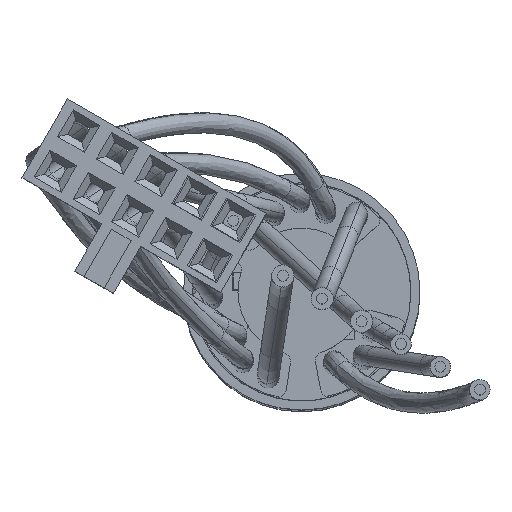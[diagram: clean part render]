
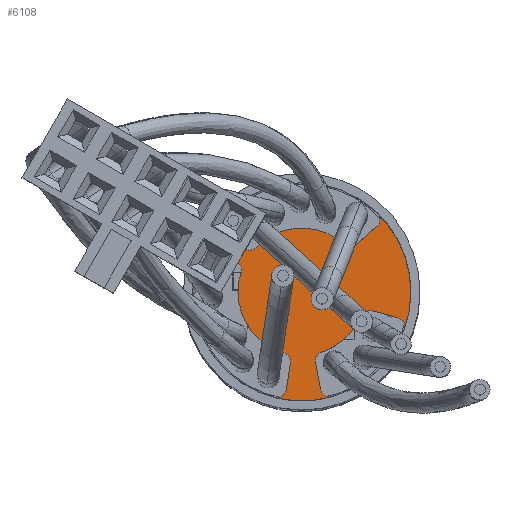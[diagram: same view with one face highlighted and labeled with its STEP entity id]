
A CAD part, top view. The second image highlights one B-rep face of the part: STEP entity #6108.
In plain terms, the highlighted planar face has unit normal (0, 0, 1).
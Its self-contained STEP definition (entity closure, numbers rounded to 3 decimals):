
#5484=CARTESIAN_POINT('',(0.,0.,45.25));
#5485=DIRECTION('',(0.,0.,1.));
#5486=DIRECTION('',(-0.246,-0.969,0.));
#5487=AXIS2_PLACEMENT_3D('',#5484,#5485,#5486);
#5527=CARTESIAN_POINT('',(1.536,-5.281,45.25));
#5528=DIRECTION('',(0.,0.,-1.));
#5529=DIRECTION('',(0.279,-0.96,0.));
#5530=AXIS2_PLACEMENT_3D('',#5527,#5528,#5529);
#5537=DIRECTION('',(0.156,0.988,0.));
#5538=VECTOR('',#5537,1.509);
#5539=CARTESIAN_POINT('',(-0.857,-5.41,45.25));
#5540=LINE('',#5539,#5538);
#5541=CARTESIAN_POINT('',(-5.175,1.862,45.25));
#5542=DIRECTION('',(0.,0.,1.));
#5543=DIRECTION('',(0.423,0.906,0.));
#5544=AXIS2_PLACEMENT_3D('',#5541,#5542,#5543);
#5546=CARTESIAN_POINT('',(0.,0.,45.25));
#5547=DIRECTION('',(0.,0.,1.));
#5548=DIRECTION('',(-0.741,0.672,0.));
#5549=AXIS2_PLACEMENT_3D('',#5546,#5547,#5548);
#5551=CARTESIAN_POINT('',(-4.073,3.696,45.25));
#5552=DIRECTION('',(0.,0.,1.));
#5553=DIRECTION('',(-0.741,0.672,0.));
#5554=AXIS2_PLACEMENT_3D('',#5551,#5552,#5553);
#5556=DIRECTION('',(0.799,-0.602,0.));
#5557=VECTOR('',#5556,1.509);
#5558=CARTESIAN_POINT('',(-4.374,3.296,45.25));
#5559=LINE('',#5558,#5557);
#5560=CARTESIAN_POINT('',(-2.869,2.788,45.25));
#5561=DIRECTION('',(0.,0.,1.));
#5562=DIRECTION('',(-0.602,-0.799,0.));
#5563=AXIS2_PLACEMENT_3D('',#5560,#5561,#5562);
#5565=CARTESIAN_POINT('',(3.806,3.971,45.25));
#5566=DIRECTION('',(0.,0.,1.));
#5567=DIRECTION('',(0.656,-0.755,0.));
#5568=AXIS2_PLACEMENT_3D('',#5565,#5566,#5567);
#5570=CARTESIAN_POINT('',(0.,0.,45.25));
#5571=DIRECTION('',(0.,0.,1.));
#5572=DIRECTION('',(0.938,-0.346,0.));
#5573=AXIS2_PLACEMENT_3D('',#5570,#5571,#5572);
#5575=CARTESIAN_POINT('',(3.704,-1.51,45.25));
#5576=DIRECTION('',(0.,0.,1.));
#5577=DIRECTION('',(0.259,0.966,0.));
#5578=AXIS2_PLACEMENT_3D('',#5575,#5576,#5577);
#5580=CARTESIAN_POINT('',(1.248,-3.8,45.25));
#5581=DIRECTION('',(0.,0.,1.));
#5582=DIRECTION('',(-0.312,0.95,0.));
#5583=AXIS2_PLACEMENT_3D('',#5580,#5581,#5582);
#5585=CARTESIAN_POINT('',(-1.351,-5.332,45.25));
#5586=DIRECTION('',(0.,0.,1.));
#5587=DIRECTION('',(-0.246,-0.969,0.));
#5588=AXIS2_PLACEMENT_3D('',#5585,#5586,#5587);
#5590=CARTESIAN_POINT('',(-1.115,-3.842,45.25));
#5591=DIRECTION('',(0.,0.,-1.));
#5592=DIRECTION('',(0.279,0.96,0.));
#5593=AXIS2_PLACEMENT_3D('',#5590,#5591,#5592);
#5698=DIRECTION('',(0.755,0.656,0.));
#5699=VECTOR('',#5698,1.509);
#5700=CARTESIAN_POINT('',(2.995,2.604,45.25));
#5701=LINE('',#5700,#5699);
#5710=CARTESIAN_POINT('',(2.667,2.981,45.25));
#5711=DIRECTION('',(0.,0.,-1.));
#5712=DIRECTION('',(0.656,-0.755,0.));
#5713=AXIS2_PLACEMENT_3D('',#5710,#5711,#5712);
#5720=CARTESIAN_POINT('',(0.,0.,45.25));
#5721=DIRECTION('',(0.,0.,1.));
#5722=DIRECTION('',(0.667,0.745,0.));
#5723=AXIS2_PLACEMENT_3D('',#5720,#5721,#5722);
#5733=DIRECTION('',(-0.906,0.423,0.));
#5734=VECTOR('',#5733,1.509);
#5735=CARTESIAN_POINT('',(-3.597,1.677,45.25));
#5736=LINE('',#5735,#5734);
#5745=CARTESIAN_POINT('',(-3.808,1.224,45.25));
#5746=DIRECTION('',(0.,0.,-1.));
#5747=DIRECTION('',(0.423,0.906,0.));
#5748=AXIS2_PLACEMENT_3D('',#5745,#5746,#5747);
#5755=CARTESIAN_POINT('',(0.,0.,45.25));
#5756=DIRECTION('',(0.,0.,1.));
#5757=DIRECTION('',(-0.952,0.306,0.));
#5758=AXIS2_PLACEMENT_3D('',#5755,#5756,#5757);
#5768=DIRECTION('',(0.191,-0.982,0.));
#5769=VECTOR('',#5768,1.509);
#5770=CARTESIAN_POINT('',(0.757,-3.896,45.25));
#5771=LINE('',#5770,#5769);
#5780=CARTESIAN_POINT('',(0.,0.,45.25));
#5781=DIRECTION('',(0.,0.,1.));
#5782=DIRECTION('',(0.312,-0.95,0.));
#5783=AXIS2_PLACEMENT_3D('',#5780,#5781,#5782);
#5793=DIRECTION('',(-0.966,0.259,0.));
#5794=VECTOR('',#5793,1.509);
#5795=CARTESIAN_POINT('',(5.291,-1.418,45.25));
#5796=LINE('',#5795,#5794);
#5805=CARTESIAN_POINT('',(5.161,-1.901,45.25));
#5806=DIRECTION('',(0.,0.,-1.));
#5807=DIRECTION('',(0.259,0.966,0.));
#5808=AXIS2_PLACEMENT_3D('',#5805,#5806,#5807);
#5879=CARTESIAN_POINT('',(-0.857,-5.41,45.25));
#5880=CARTESIAN_POINT('',(-0.621,-3.92,45.25));
#5881=VERTEX_POINT('',#5879);
#5882=VERTEX_POINT('',#5880);
#5883=CARTESIAN_POINT('',(-3.332,1.071,45.25));
#5884=CARTESIAN_POINT('',(-0.975,-3.361,45.25));
#5885=VERTEX_POINT('',#5883);
#5886=VERTEX_POINT('',#5884);
#5887=CARTESIAN_POINT('',(-3.597,1.677,45.25));
#5888=CARTESIAN_POINT('',(-4.964,2.315,45.25));
#5889=VERTEX_POINT('',#5887);
#5890=VERTEX_POINT('',#5888);
#5891=CARTESIAN_POINT('',(0.757,-3.896,45.25));
#5892=CARTESIAN_POINT('',(1.045,-5.377,45.25));
#5893=VERTEX_POINT('',#5891);
#5894=VERTEX_POINT('',#5892);
#5895=CARTESIAN_POINT('',(5.291,-1.418,45.25));
#5896=CARTESIAN_POINT('',(3.833,-1.027,45.25));
#5897=VERTEX_POINT('',#5895);
#5898=VERTEX_POINT('',#5896);
#5899=CARTESIAN_POINT('',(1.092,-3.325,45.25));
#5900=CARTESIAN_POINT('',(3.241,-1.321,45.25));
#5901=VERTEX_POINT('',#5899);
#5902=VERTEX_POINT('',#5900);
#5903=CARTESIAN_POINT('',(2.995,2.604,45.25));
#5904=CARTESIAN_POINT('',(4.134,3.593,45.25));
#5905=VERTEX_POINT('',#5903);
#5906=VERTEX_POINT('',#5904);
#5907=CARTESIAN_POINT('',(-4.374,3.296,45.25));
#5908=CARTESIAN_POINT('',(-3.169,2.388,45.25));
#5909=VERTEX_POINT('',#5907);
#5910=VERTEX_POINT('',#5908);
#5911=CARTESIAN_POINT('',(2.334,2.608,45.25));
#5912=CARTESIAN_POINT('',(-2.51,2.439,45.25));
#5913=VERTEX_POINT('',#5911);
#5914=VERTEX_POINT('',#5912);
#5915=CARTESIAN_POINT('',(-1.473,-5.816,45.25));
#5916=VERTEX_POINT('',#5915);
#5917=CARTESIAN_POINT('',(1.676,-5.761,45.25));
#5918=VERTEX_POINT('',#5917);
#5921=CARTESIAN_POINT('',(5.63,-2.073,45.25));
#5922=VERTEX_POINT('',#5921);
#5925=CARTESIAN_POINT('',(-5.646,2.031,45.25));
#5926=VERTEX_POINT('',#5925);
#5927=CARTESIAN_POINT('',(-4.444,4.032,45.25));
#5928=VERTEX_POINT('',#5927);
#5929=CARTESIAN_POINT('',(4.152,4.332,45.25));
#5930=VERTEX_POINT('',#5929);
#6057=CARTESIAN_POINT('',(0.,0.,45.25));
#6058=DIRECTION('',(0.,0.,1.));
#6059=DIRECTION('',(0.,1.,0.));
#6060=AXIS2_PLACEMENT_3D('',#6057,#6058,#6059);
#6061=PLANE('',#6060);
#6063=ORIENTED_EDGE('',*,*,#6062,.T.);
#6065=ORIENTED_EDGE('',*,*,#6064,.F.);
#6067=ORIENTED_EDGE('',*,*,#6066,.F.);
#6069=ORIENTED_EDGE('',*,*,#6068,.F.);
#6071=ORIENTED_EDGE('',*,*,#6070,.T.);
#6073=ORIENTED_EDGE('',*,*,#6072,.T.);
#6074=ORIENTED_EDGE('',*,*,#6009,.F.);
#6076=ORIENTED_EDGE('',*,*,#6075,.T.);
#6078=ORIENTED_EDGE('',*,*,#6077,.T.);
#6080=ORIENTED_EDGE('',*,*,#6079,.T.);
#6082=ORIENTED_EDGE('',*,*,#6081,.F.);
#6084=ORIENTED_EDGE('',*,*,#6083,.F.);
#6086=ORIENTED_EDGE('',*,*,#6085,.T.);
#6088=ORIENTED_EDGE('',*,*,#6087,.T.);
#6089=ORIENTED_EDGE('',*,*,#5985,.F.);
#6091=ORIENTED_EDGE('',*,*,#6090,.F.);
#6093=ORIENTED_EDGE('',*,*,#6092,.T.);
#6095=ORIENTED_EDGE('',*,*,#6094,.T.);
#6097=ORIENTED_EDGE('',*,*,#6096,.F.);
#6099=ORIENTED_EDGE('',*,*,#6098,.T.);
#6101=ORIENTED_EDGE('',*,*,#6100,.T.);
#6102=ORIENTED_EDGE('',*,*,#6047,.F.);
#6103=ORIENTED_EDGE('',*,*,#6001,.F.);
#6105=ORIENTED_EDGE('',*,*,#6104,.T.);
#6106=EDGE_LOOP('',(#6063,#6065,#6067,#6069,#6071,#6073,#6074,#6076,#6078,#6080,
#6082,#6084,#6086,#6088,#6089,#6091,#6093,#6095,#6097,#6099,#6101,#6102,#6103,
#6105));
#6107=FACE_OUTER_BOUND('',#6106,.F.);
#6108=ADVANCED_FACE('',(#6107),#6061,.T.);
#5488=CIRCLE('',#5487,6.);
#5531=CIRCLE('',#5530,0.5);
#5545=CIRCLE('',#5544,0.5);
#5550=CIRCLE('',#5549,6.);
#5555=CIRCLE('',#5554,0.5);
#5564=CIRCLE('',#5563,0.5);
#5569=CIRCLE('',#5568,0.5);
#5574=CIRCLE('',#5573,6.);
#5579=CIRCLE('',#5578,0.5);
#5584=CIRCLE('',#5583,0.5);
#5589=CIRCLE('',#5588,0.5);
#5594=CIRCLE('',#5593,0.5);
#5714=CIRCLE('',#5713,0.5);
#5724=CIRCLE('',#5723,3.5);
#5749=CIRCLE('',#5748,0.5);
#5759=CIRCLE('',#5758,3.5);
#5784=CIRCLE('',#5783,3.5);
#5809=CIRCLE('',#5808,0.5);
#5985=EDGE_CURVE('',#5922,#5930,#5574,.T.);
#6001=EDGE_CURVE('',#5916,#5918,#5488,.T.);
#6009=EDGE_CURVE('',#5928,#5926,#5550,.T.);
#6047=EDGE_CURVE('',#5918,#5894,#5531,.T.);
#6062=EDGE_CURVE('',#5881,#5882,#5540,.T.);
#6064=EDGE_CURVE('',#5886,#5882,#5594,.T.);
#6066=EDGE_CURVE('',#5885,#5886,#5759,.T.);
#6068=EDGE_CURVE('',#5889,#5885,#5749,.T.);
#6070=EDGE_CURVE('',#5889,#5890,#5736,.T.);
#6072=EDGE_CURVE('',#5890,#5926,#5545,.T.);
#6075=EDGE_CURVE('',#5928,#5909,#5555,.T.);
#6077=EDGE_CURVE('',#5909,#5910,#5559,.T.);
#6079=EDGE_CURVE('',#5910,#5914,#5564,.T.);
#6081=EDGE_CURVE('',#5913,#5914,#5724,.T.);
#6083=EDGE_CURVE('',#5905,#5913,#5714,.T.);
#6085=EDGE_CURVE('',#5905,#5906,#5701,.T.);
#6087=EDGE_CURVE('',#5906,#5930,#5569,.T.);
#6090=EDGE_CURVE('',#5897,#5922,#5809,.T.);
#6092=EDGE_CURVE('',#5897,#5898,#5796,.T.);
#6094=EDGE_CURVE('',#5898,#5902,#5579,.T.);
#6096=EDGE_CURVE('',#5901,#5902,#5784,.T.);
#6098=EDGE_CURVE('',#5901,#5893,#5584,.T.);
#6100=EDGE_CURVE('',#5893,#5894,#5771,.T.);
#6104=EDGE_CURVE('',#5916,#5881,#5589,.T.);
